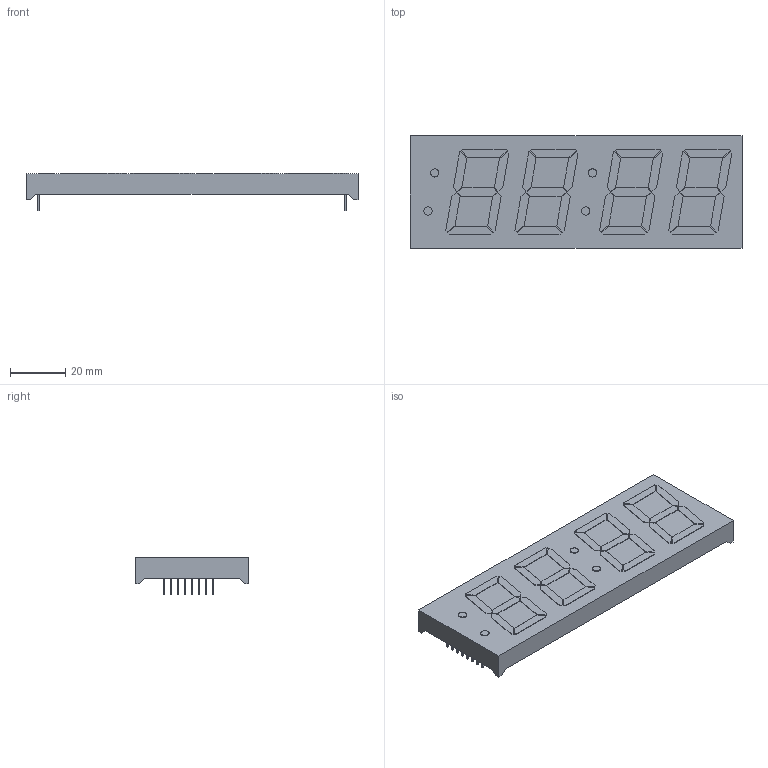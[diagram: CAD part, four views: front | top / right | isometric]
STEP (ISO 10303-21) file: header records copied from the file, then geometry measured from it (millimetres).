
FILE_DESCRIPTION(/* description */ (''),/* implementation_level */ '2;1');
FILE_NAME(/* name */ '1.2in 7 Segment.step',/* time_stamp */ '2023-06-30T12:10:15-04:00',/* author */ (''),/* organization */ (''),/* preprocessor_version */ 'ST-DEVELOPER v19.2',/* originating_system */ 'Autodesk Translation Framework v12.6.0.85',/* authorisation */ '');
FILE_SCHEMA (('AUTOMOTIVE_DESIGN { 1 0 10303 214 3 1 1 }'));
Length unit declared in the file: millimetre
Products named in the file (1): 1.2in 7 Segment
Bounding box: 120 x 40.8 x 13.7 mm (x, y, z)
Volume: 37030.5 mm3; surface area: 14944 mm2
Topology: 49 solids, 49 shells, 350 faces, 756 edges, 504 vertices
Faces by surface type: plane 346, cylinder 4
Full cylindrical faces by diameter (mm): 3 x4
Entity records: 9322 total; most frequent: CARTESIAN_POINT 1611, ORIENTED_EDGE 1512, DIRECTION 1466, EDGE_CURVE 756, LINE 748, VECTOR 748, VERTEX_POINT 504, AXIS2_PLACEMENT_3D 359
